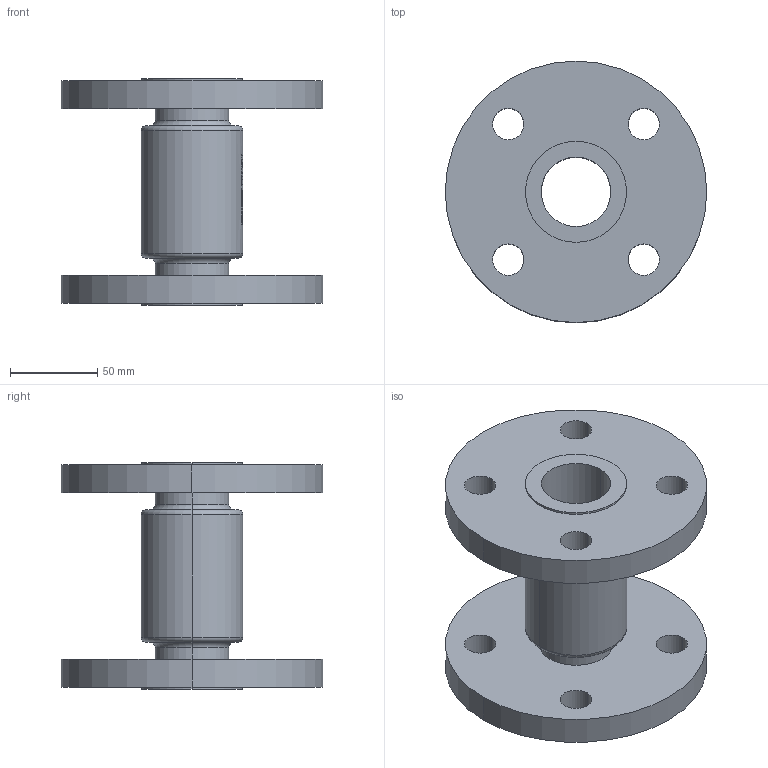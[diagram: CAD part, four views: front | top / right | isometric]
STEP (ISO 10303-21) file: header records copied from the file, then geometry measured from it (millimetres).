
FILE_DESCRIPTION (( 'STEP AP214' ), '1' );
FILE_NAME ('ALPHA-C_DN040_PN16_6000017301.STEP', '2021-10-21T06:24:00', ( 'axxx' ), ( 'Hewlett-Packard Company' ), 'SwSTEP 2.0', 'SolidWorks 2019', '' );
FILE_SCHEMA (( 'AUTOMOTIVE_DESIGN' ));
Length unit declared in the file: millimetre
Products named in the file (1): ALPHA-C_DN040_PN16_6000017301
Bounding box: 150 x 150 x 130 mm (x, y, z)
Volume: 608831.6 mm3; surface area: 119579.6 mm2
Topology: 1 solids, 1 shells, 562 faces, 1498 edges, 996 vertices
Faces by surface type: plane 273, bspline 213, cylinder 68, torus 8
Entity records: 29295 total; most frequent: CARTESIAN_POINT 16744, ORIENTED_EDGE 2996, DIRECTION 1859, EDGE_CURVE 1498, VERTEX_POINT 996, LINE 813, VECTOR 813, EDGE_LOOP 638
